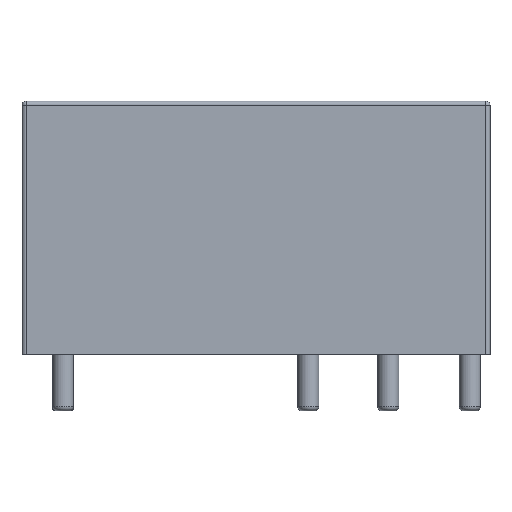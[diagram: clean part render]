
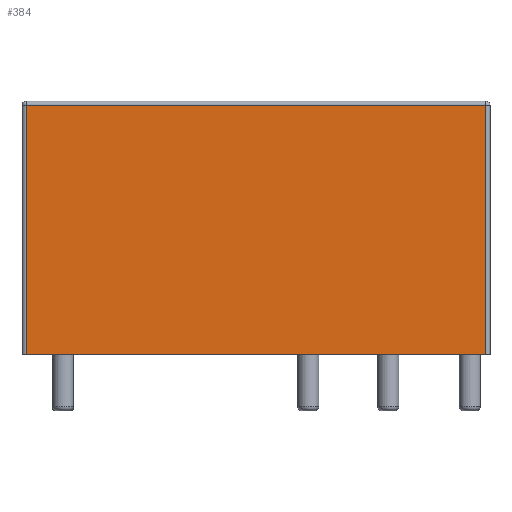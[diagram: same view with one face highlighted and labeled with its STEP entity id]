
A CAD part, front view. The second image highlights one B-rep face of the part: STEP entity #384.
In plain terms, the highlighted planar face has unit normal (0, -1, 0).
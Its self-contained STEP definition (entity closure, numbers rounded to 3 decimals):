
#129 = VERTEX_POINT('',#130);
#130 = CARTESIAN_POINT('',(26.21,-10.16,0.1));
#137 = EDGE_CURVE('',#129,#138,#140,.T.);
#138 = VERTEX_POINT('',#139);
#139 = CARTESIAN_POINT('',(-2.29,-10.16,0.1));
#140 = LINE('',#141,#142);
#141 = CARTESIAN_POINT('',(26.46,-10.16,0.1));
#142 = VECTOR('',#143,1.);
#143 = DIRECTION('',(-1.,0.,0.));
#274 = EDGE_CURVE('',#129,#275,#277,.T.);
#275 = VERTEX_POINT('',#276);
#276 = CARTESIAN_POINT('',(26.21,-10.16,15.55));
#277 = LINE('',#278,#279);
#278 = CARTESIAN_POINT('',(26.21,-10.16,0.1));
#279 = VECTOR('',#280,1.);
#280 = DIRECTION('',(0.,0.,1.));
#384 = ADVANCED_FACE('',(#385),#403,.T.);
#385 = FACE_BOUND('',#386,.T.);
#386 = EDGE_LOOP('',(#387,#388,#396,#402));
#387 = ORIENTED_EDGE('',*,*,#274,.T.);
#388 = ORIENTED_EDGE('',*,*,#389,.T.);
#389 = EDGE_CURVE('',#275,#390,#392,.T.);
#390 = VERTEX_POINT('',#391);
#391 = CARTESIAN_POINT('',(-2.29,-10.16,15.55));
#392 = LINE('',#393,#394);
#393 = CARTESIAN_POINT('',(26.21,-10.16,15.55));
#394 = VECTOR('',#395,1.);
#395 = DIRECTION('',(-1.,0.,0.));
#396 = ORIENTED_EDGE('',*,*,#397,.F.);
#397 = EDGE_CURVE('',#138,#390,#398,.T.);
#398 = LINE('',#399,#400);
#399 = CARTESIAN_POINT('',(-2.29,-10.16,0.1));
#400 = VECTOR('',#401,1.);
#401 = DIRECTION('',(0.,0.,1.));
#402 = ORIENTED_EDGE('',*,*,#137,.F.);
#403 = PLANE('',#404);
#404 = AXIS2_PLACEMENT_3D('',#405,#406,#407);
#405 = CARTESIAN_POINT('',(26.46,-10.16,0.1));
#406 = DIRECTION('',(0.,-1.,0.));
#407 = DIRECTION('',(-1.,0.,0.));
